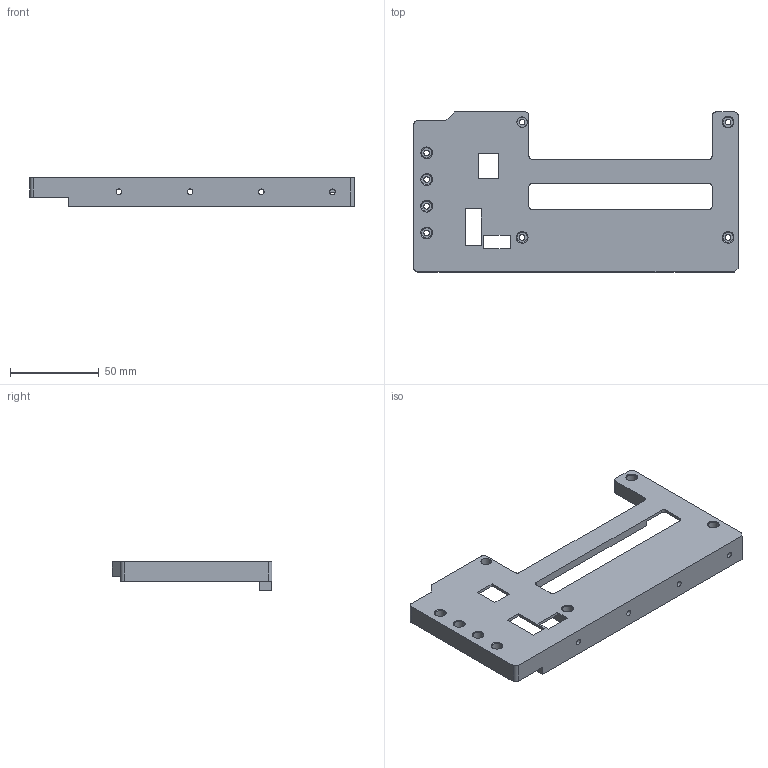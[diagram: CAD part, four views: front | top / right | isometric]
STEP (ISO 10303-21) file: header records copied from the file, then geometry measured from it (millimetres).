
FILE_DESCRIPTION(('HOOPS Exchange Step'),'2;1');
FILE_NAME('补充.stp','2025-03-05T10:59:46+08:00',('admin'),('Unknown organisation'),'HOOPS Exchange 2024.2','HOOPS Exchange','Unknown authorisation');
FILE_SCHEMA( ('AP203_CONFIGURATION_CONTROLLED_3D_DESIGN_OF_MECHANICAL_PARTS_AND_ASSEMBLIES_MIM_LF') );
Length unit declared in the file: millimetre
Products named in the file (1): root
Bounding box: 182.24 x 89.94 x 16.11 mm (x, y, z)
Volume: 66780.9 mm3; surface area: 36259.6 mm2
Topology: 1 solids, 1 shells, 146 faces, 440 edges, 302 vertices
Faces by surface type: bspline 146
Entity records: 5425 total; most frequent: CARTESIAN_POINT 2830, ORIENTED_EDGE 880, EDGE_CURVE 440, B_SPLINE_CURVE_WITH_KNOTS 315, VERTEX_POINT 302, EDGE_LOOP 192, FACE_BOUND 192, ADVANCED_FACE 146
